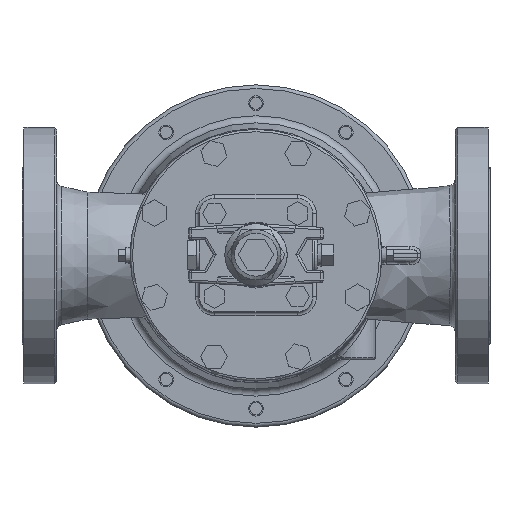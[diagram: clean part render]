
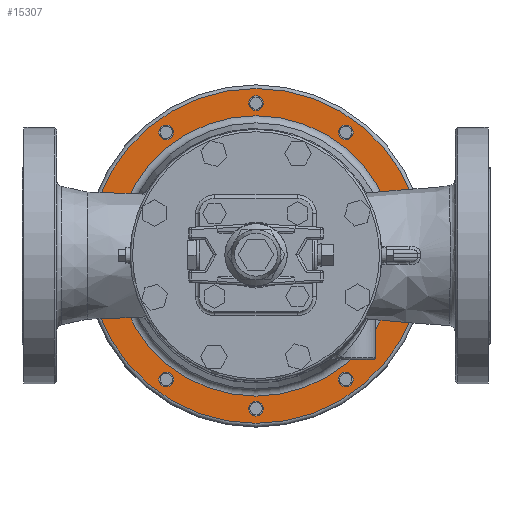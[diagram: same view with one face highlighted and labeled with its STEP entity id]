
A CAD part, top view. The second image highlights one B-rep face of the part: STEP entity #15307.
In plain terms, the highlighted planar face has unit normal (0, 0, 1).
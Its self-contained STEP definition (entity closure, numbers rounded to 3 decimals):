
#115=PLANE('',#16450);
#3247=FACE_BOUND('',#4790,.T.);
#3248=FACE_BOUND('',#4791,.T.);
#3249=FACE_BOUND('',#4792,.T.);
#3250=FACE_BOUND('',#4793,.T.);
#3251=FACE_BOUND('',#4794,.T.);
#3252=FACE_BOUND('',#4795,.T.);
#3253=FACE_BOUND('',#4796,.T.);
#3254=FACE_BOUND('',#4797,.T.);
#3255=FACE_BOUND('',#4798,.T.);
#3256=FACE_BOUND('',#4799,.T.);
#3257=FACE_BOUND('',#4800,.T.);
#3687=FACE_OUTER_BOUND('',#4789,.T.);
#4789=EDGE_LOOP('',(#11182));
#4790=EDGE_LOOP('',(#11183));
#4791=EDGE_LOOP('',(#11184));
#4792=EDGE_LOOP('',(#11185));
#4793=EDGE_LOOP('',(#11186));
#4794=EDGE_LOOP('',(#11187));
#4795=EDGE_LOOP('',(#11188));
#4796=EDGE_LOOP('',(#11189));
#4797=EDGE_LOOP('',(#11190));
#4798=EDGE_LOOP('',(#11191));
#4799=EDGE_LOOP('',(#11192));
#4800=EDGE_LOOP('',(#11193));
#6343=CIRCLE('',#16345,5.053);
#6345=CIRCLE('',#16348,5.053);
#6347=CIRCLE('',#16351,5.053);
#6349=CIRCLE('',#16354,5.053);
#6351=CIRCLE('',#16357,5.053);
#6353=CIRCLE('',#16360,5.053);
#6355=CIRCLE('',#16363,5.053);
#6357=CIRCLE('',#16366,5.053);
#6359=CIRCLE('',#16369,5.053);
#6361=CIRCLE('',#16372,5.053);
#6404=CIRCLE('',#16449,137.);
#6405=CIRCLE('',#16451,114.73);
#7128=VERTEX_POINT('',#24499);
#7130=VERTEX_POINT('',#24504);
#7132=VERTEX_POINT('',#24509);
#7134=VERTEX_POINT('',#24514);
#7136=VERTEX_POINT('',#24519);
#7138=VERTEX_POINT('',#24524);
#7140=VERTEX_POINT('',#24529);
#7142=VERTEX_POINT('',#24534);
#7144=VERTEX_POINT('',#24539);
#7146=VERTEX_POINT('',#24544);
#7231=VERTEX_POINT('',#26567);
#7232=VERTEX_POINT('',#26570);
#8615=EDGE_CURVE('',#7128,#7128,#6343,.T.);
#8617=EDGE_CURVE('',#7130,#7130,#6345,.T.);
#8619=EDGE_CURVE('',#7132,#7132,#6347,.T.);
#8621=EDGE_CURVE('',#7134,#7134,#6349,.T.);
#8623=EDGE_CURVE('',#7136,#7136,#6351,.T.);
#8625=EDGE_CURVE('',#7138,#7138,#6353,.T.);
#8627=EDGE_CURVE('',#7140,#7140,#6355,.T.);
#8629=EDGE_CURVE('',#7142,#7142,#6357,.T.);
#8631=EDGE_CURVE('',#7144,#7144,#6359,.T.);
#8633=EDGE_CURVE('',#7146,#7146,#6361,.T.);
#8760=EDGE_CURVE('',#7231,#7231,#6404,.T.);
#8761=EDGE_CURVE('',#7232,#7232,#6405,.T.);
#11182=ORIENTED_EDGE('',*,*,#8760,.F.);
#11183=ORIENTED_EDGE('',*,*,#8615,.T.);
#11184=ORIENTED_EDGE('',*,*,#8617,.T.);
#11185=ORIENTED_EDGE('',*,*,#8619,.T.);
#11186=ORIENTED_EDGE('',*,*,#8621,.T.);
#11187=ORIENTED_EDGE('',*,*,#8623,.T.);
#11188=ORIENTED_EDGE('',*,*,#8625,.T.);
#11189=ORIENTED_EDGE('',*,*,#8627,.T.);
#11190=ORIENTED_EDGE('',*,*,#8629,.T.);
#11191=ORIENTED_EDGE('',*,*,#8631,.T.);
#11192=ORIENTED_EDGE('',*,*,#8633,.T.);
#11193=ORIENTED_EDGE('',*,*,#8761,.F.);
#15307=ADVANCED_FACE('',(#3687,#3247,#3248,#3249,#3250,#3251,#3252,#3253,
#3254,#3255,#3256,#3257),#115,.T.);
#16345=AXIS2_PLACEMENT_3D('',#24500,#18146,#18147);
#16348=AXIS2_PLACEMENT_3D('',#24505,#18152,#18153);
#16351=AXIS2_PLACEMENT_3D('',#24510,#18158,#18159);
#16354=AXIS2_PLACEMENT_3D('',#24515,#18164,#18165);
#16357=AXIS2_PLACEMENT_3D('',#24520,#18170,#18171);
#16360=AXIS2_PLACEMENT_3D('',#24525,#18176,#18177);
#16363=AXIS2_PLACEMENT_3D('',#24530,#18182,#18183);
#16366=AXIS2_PLACEMENT_3D('',#24535,#18188,#18189);
#16369=AXIS2_PLACEMENT_3D('',#24540,#18194,#18195);
#16372=AXIS2_PLACEMENT_3D('',#24545,#18200,#18201);
#16449=AXIS2_PLACEMENT_3D('',#26568,#18366,#18367);
#16450=AXIS2_PLACEMENT_3D('',#26569,#18368,#18369);
#16451=AXIS2_PLACEMENT_3D('',#26571,#18370,#18371);
#18146=DIRECTION('center_axis',(0.,0.,-1.));
#18147=DIRECTION('ref_axis',(-0.809,0.588,0.));
#18152=DIRECTION('center_axis',(0.,0.,-1.));
#18153=DIRECTION('ref_axis',(-0.309,0.951,0.));
#18158=DIRECTION('center_axis',(0.,0.,-1.));
#18159=DIRECTION('ref_axis',(0.309,0.951,0.));
#18164=DIRECTION('center_axis',(0.,0.,-1.));
#18165=DIRECTION('ref_axis',(0.809,0.588,0.));
#18170=DIRECTION('center_axis',(0.,0.,-1.));
#18171=DIRECTION('ref_axis',(1.,0.,0.));
#18176=DIRECTION('center_axis',(0.,0.,-1.));
#18177=DIRECTION('ref_axis',(0.809,-0.588,0.));
#18182=DIRECTION('center_axis',(0.,0.,-1.));
#18183=DIRECTION('ref_axis',(0.309,-0.951,0.));
#18188=DIRECTION('center_axis',(0.,0.,-1.));
#18189=DIRECTION('ref_axis',(-0.309,-0.951,0.));
#18194=DIRECTION('center_axis',(0.,0.,-1.));
#18195=DIRECTION('ref_axis',(-0.809,-0.588,0.));
#18200=DIRECTION('center_axis',(0.,0.,-1.));
#18201=DIRECTION('ref_axis',(-1.,0.,0.));
#18366=DIRECTION('center_axis',(0.,0.,-1.));
#18367=DIRECTION('ref_axis',(-1.,0.,0.));
#18368=DIRECTION('center_axis',(0.,0.,1.));
#18369=DIRECTION('ref_axis',(1.,0.,0.));
#18370=DIRECTION('center_axis',(0.,0.,1.));
#18371=DIRECTION('ref_axis',(-1.,0.,0.));
#24499=CARTESIAN_POINT('',(77.561,98.157,30.));
#24500=CARTESIAN_POINT('Origin',(73.473,101.127,30.));
#24504=CARTESIAN_POINT('',(120.444,33.821,30.));
#24505=CARTESIAN_POINT('Origin',(118.882,38.627,30.));
#24509=CARTESIAN_POINT('',(117.321,-43.433,30.));
#24510=CARTESIAN_POINT('Origin',(118.882,-38.627,30.));
#24514=CARTESIAN_POINT('',(69.385,-104.097,30.));
#24515=CARTESIAN_POINT('Origin',(73.473,-101.127,30.));
#24519=CARTESIAN_POINT('',(-5.053,-125.,30.));
#24520=CARTESIAN_POINT('Origin',(0.,-125.,30.));
#24524=CARTESIAN_POINT('',(-77.561,-98.157,30.));
#24525=CARTESIAN_POINT('Origin',(-73.473,-101.127,30.));
#24529=CARTESIAN_POINT('',(-120.444,-33.821,30.));
#24530=CARTESIAN_POINT('Origin',(-118.882,-38.627,30.));
#24534=CARTESIAN_POINT('',(-117.321,43.433,30.));
#24535=CARTESIAN_POINT('Origin',(-118.882,38.627,30.));
#24539=CARTESIAN_POINT('',(-69.385,104.097,30.));
#24540=CARTESIAN_POINT('Origin',(-73.473,101.127,30.));
#24544=CARTESIAN_POINT('',(5.053,125.,30.));
#24545=CARTESIAN_POINT('Origin',(0.,125.,30.));
#26567=CARTESIAN_POINT('',(137.,0.,30.));
#26568=CARTESIAN_POINT('Origin',(0.,0.,30.));
#26569=CARTESIAN_POINT('Origin',(0.,0.,
30.));
#26570=CARTESIAN_POINT('',(114.73,0.,30.));
#26571=CARTESIAN_POINT('Origin',(0.,0.,30.));
